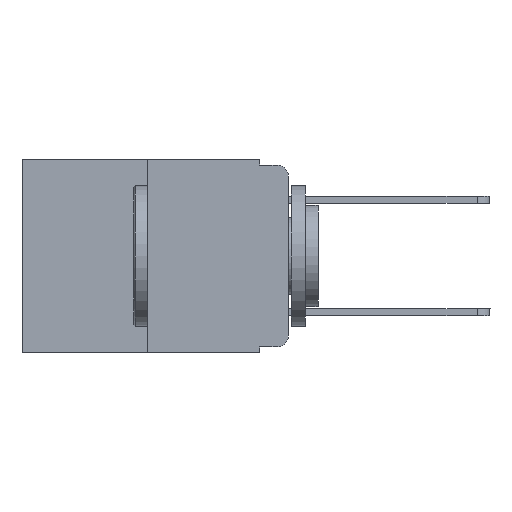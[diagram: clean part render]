
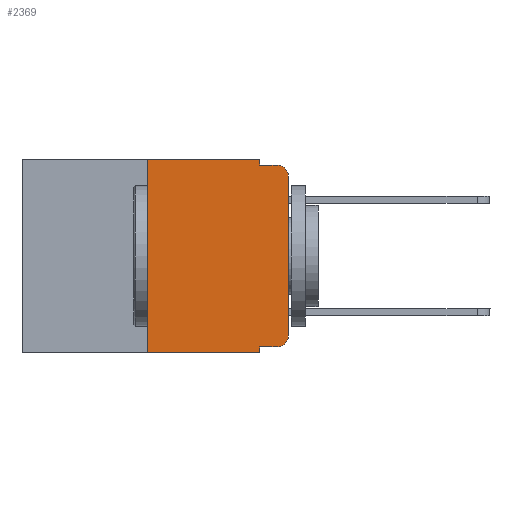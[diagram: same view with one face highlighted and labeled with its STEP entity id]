
A CAD part, left-side view. The second image highlights one B-rep face of the part: STEP entity #2369.
In plain terms, the highlighted planar face has unit normal (-1, 0, 0).
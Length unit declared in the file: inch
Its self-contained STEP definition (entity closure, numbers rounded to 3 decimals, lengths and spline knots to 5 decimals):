
#359 = AXIS2_PLACEMENT_3D ( 'NONE', #12152, #2220, #4265 ) ;
#854 = DIRECTION ( 'NONE',  ( 0., 0., -1. ) ) ;
#968 = CARTESIAN_POINT ( 'NONE',  ( 0., 0., -0.313 ) ) ;
#1273 = EDGE_CURVE ( 'NONE', #12243, #15136, #4337, .T. ) ;
#1883 = VERTEX_POINT ( 'NONE', #2864 ) ;
#1998 = VERTEX_POINT ( 'NONE', #15219 ) ;
#2008 = CARTESIAN_POINT ( 'NONE',  ( 0., 0., 0. ) ) ;
#2063 = CARTESIAN_POINT ( 'NONE',  ( 0., 0.051, 0. ) ) ;
#2220 = DIRECTION ( 'NONE',  ( 1., 0., 0. ) ) ;
#2369 = ADVANCED_FACE ( 'NONE', ( #15286 ), #3653, .F. ) ;
#2396 = ORIENTED_EDGE ( 'NONE', *, *, #3366, .F. ) ;
#2591 = ORIENTED_EDGE ( 'NONE', *, *, #9144, .F. ) ;
#2655 = LINE ( 'NONE', #4869, #3228 ) ;
#2709 = DIRECTION ( 'NONE',  ( 0., -1., 0. ) ) ;
#2795 = CARTESIAN_POINT ( 'NONE',  ( 0., 0.02, -0.333 ) ) ;
#2808 = DIRECTION ( 'NONE',  ( -1., 0., 0. ) ) ;
#2864 = CARTESIAN_POINT ( 'NONE',  ( 0., 0.25, -0.343 ) ) ;
#2956 = VECTOR ( 'NONE', #10355, 39.37008 ) ;
#3228 = VECTOR ( 'NONE', #10018, 39.37008 ) ;
#3366 = EDGE_CURVE ( 'NONE', #15195, #1998, #12845, .T. ) ;
#3566 = LINE ( 'NONE', #12338, #9555 ) ;
#3653 = PLANE ( 'NONE',  #359 ) ;
#3784 = LINE ( 'NONE', #2008, #4460 ) ;
#4049 = ORIENTED_EDGE ( 'NONE', *, *, #9752, .T. ) ;
#4064 = ORIENTED_EDGE ( 'NONE', *, *, #11844, .T. ) ;
#4072 = EDGE_CURVE ( 'NONE', #1998, #6569, #5398, .T. ) ;
#4265 = DIRECTION ( 'NONE',  ( 0., 0., -1. ) ) ;
#4337 = LINE ( 'NONE', #2063, #13459 ) ;
#4411 = CARTESIAN_POINT ( 'NONE',  ( 0., 0.473, 0. ) ) ;
#4460 = VECTOR ( 'NONE', #9279, 39.37008 ) ;
#4847 = ORIENTED_EDGE ( 'NONE', *, *, #4072, .F. ) ;
#4869 = CARTESIAN_POINT ( 'NONE',  ( 0., 0.473, -0.343 ) ) ;
#5369 = AXIS2_PLACEMENT_3D ( 'NONE', #14826, #6391, #9850 ) ;
#5398 = LINE ( 'NONE', #9570, #14138 ) ;
#5633 = CARTESIAN_POINT ( 'NONE',  ( 0., 0., -0.03 ) ) ;
#5744 = CIRCLE ( 'NONE', #14326, 0.02 ) ;
#6162 = LINE ( 'NONE', #8587, #12505 ) ;
#6166 = ORIENTED_EDGE ( 'NONE', *, *, #12284, .T. ) ;
#6391 = DIRECTION ( 'NONE',  ( -1., 0., 0. ) ) ;
#6461 = VECTOR ( 'NONE', #9271, 39.37008 ) ;
#6477 = CIRCLE ( 'NONE', #5369, 0.02 ) ;
#6569 = VERTEX_POINT ( 'NONE', #13625 ) ;
#6654 = VERTEX_POINT ( 'NONE', #5633 ) ;
#7329 = DIRECTION ( 'NONE',  ( 0., -1., 0. ) ) ;
#7421 = DIRECTION ( 'NONE',  ( 0., 0., -1. ) ) ;
#7834 = ORIENTED_EDGE ( 'NONE', *, *, #15253, .T. ) ;
#7911 = CARTESIAN_POINT ( 'NONE',  ( 0., 0.25, 0. ) ) ;
#8078 = ORIENTED_EDGE ( 'NONE', *, *, #13067, .T. ) ;
#8350 = EDGE_LOOP ( 'NONE', ( #7834, #8078, #2591, #4847, #2396, #11634, #6166, #11169, #4049, #4064 ) ) ;
#8355 = CARTESIAN_POINT ( 'NONE',  ( 0., 0.051, -0.333 ) ) ;
#8587 = CARTESIAN_POINT ( 'NONE',  ( 0., 0.051, -0.333 ) ) ;
#8843 = CARTESIAN_POINT ( 'NONE',  ( 0., 0.02, -0.313 ) ) ;
#9144 = EDGE_CURVE ( 'NONE', #6569, #13573, #3566, .T. ) ;
#9271 = DIRECTION ( 'NONE',  ( 0., 0., 1. ) ) ;
#9279 = DIRECTION ( 'NONE',  ( 0., 0., 1. ) ) ;
#9555 = VECTOR ( 'NONE', #2709, 39.37008 ) ;
#9570 = CARTESIAN_POINT ( 'NONE',  ( 0., 0.051, 0. ) ) ;
#9659 = LINE ( 'NONE', #7911, #6461 ) ;
#9752 = EDGE_CURVE ( 'NONE', #12243, #12360, #6162, .T. ) ;
#9850 = DIRECTION ( 'NONE',  ( 0., 0., -1. ) ) ;
#9921 = DIRECTION ( 'NONE',  ( 0., 0., -1. ) ) ;
#10018 = DIRECTION ( 'NONE',  ( 0., -1., 0. ) ) ;
#10355 = DIRECTION ( 'NONE',  ( 0., -1., 0. ) ) ;
#11169 = ORIENTED_EDGE ( 'NONE', *, *, #1273, .F. ) ;
#11290 = CARTESIAN_POINT ( 'NONE',  ( 0., 0.051, -0.343 ) ) ;
#11458 = EDGE_CURVE ( 'NONE', #1883, #15195, #9659, .T. ) ;
#11590 = CARTESIAN_POINT ( 'NONE',  ( 0., 0.25, 0. ) ) ;
#11634 = ORIENTED_EDGE ( 'NONE', *, *, #11458, .F. ) ;
#11844 = EDGE_CURVE ( 'NONE', #12360, #12635, #5744, .T. ) ;
#12152 = CARTESIAN_POINT ( 'NONE',  ( 0., 0.473, 0. ) ) ;
#12243 = VERTEX_POINT ( 'NONE', #8355 ) ;
#12284 = EDGE_CURVE ( 'NONE', #1883, #15136, #2655, .T. ) ;
#12338 = CARTESIAN_POINT ( 'NONE',  ( 0., 0.051, -0.01 ) ) ;
#12360 = VERTEX_POINT ( 'NONE', #2795 ) ;
#12505 = VECTOR ( 'NONE', #7329, 39.37008 ) ;
#12635 = VERTEX_POINT ( 'NONE', #968 ) ;
#12845 = LINE ( 'NONE', #4411, #2956 ) ;
#13067 = EDGE_CURVE ( 'NONE', #6654, #13573, #6477, .T. ) ;
#13459 = VECTOR ( 'NONE', #854, 39.37008 ) ;
#13573 = VERTEX_POINT ( 'NONE', #13811 ) ;
#13625 = CARTESIAN_POINT ( 'NONE',  ( 0., 0.051, -0.01 ) ) ;
#13811 = CARTESIAN_POINT ( 'NONE',  ( 0., 0.02, -0.01 ) ) ;
#14138 = VECTOR ( 'NONE', #9921, 39.37008 ) ;
#14326 = AXIS2_PLACEMENT_3D ( 'NONE', #8843, #2808, #7421 ) ;
#14826 = CARTESIAN_POINT ( 'NONE',  ( 0., 0.02, -0.03 ) ) ;
#15136 = VERTEX_POINT ( 'NONE', #11290 ) ;
#15195 = VERTEX_POINT ( 'NONE', #11590 ) ;
#15219 = CARTESIAN_POINT ( 'NONE',  ( 0., 0.051, 0. ) ) ;
#15253 = EDGE_CURVE ( 'NONE', #12635, #6654, #3784, .T. ) ;
#15286 = FACE_OUTER_BOUND ( 'NONE', #8350, .T. ) ;
